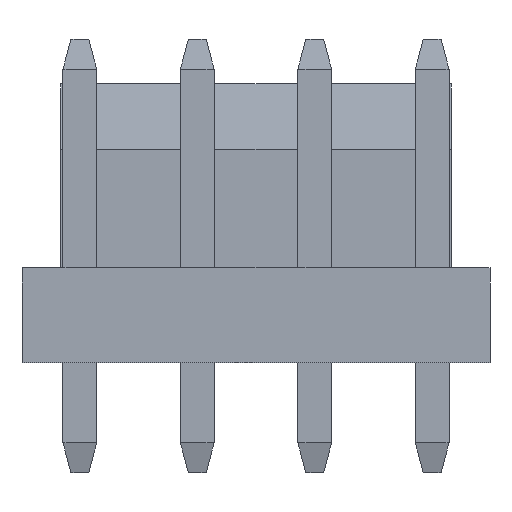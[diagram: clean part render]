
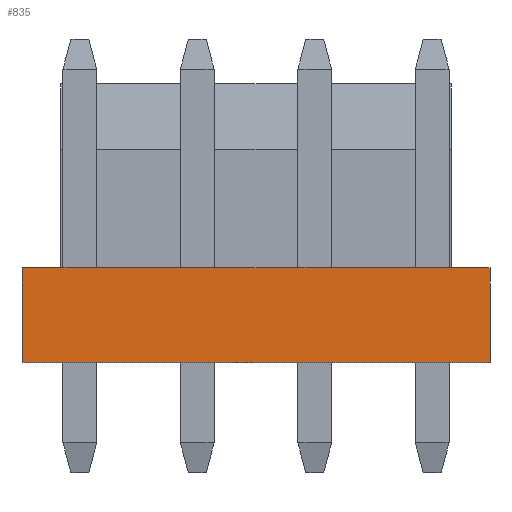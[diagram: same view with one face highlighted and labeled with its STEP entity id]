
A CAD part, front view. The second image highlights one B-rep face of the part: STEP entity #835.
In plain terms, the highlighted planar face has unit normal (0, -1, 0).
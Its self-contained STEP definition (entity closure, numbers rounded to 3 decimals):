
#6 = DIRECTION ( 'NONE',  ( 0., 0., -1. ) ) ;
#13 = CARTESIAN_POINT ( 'NONE',  ( 7.89, -4.25, 0. ) ) ;
#22 = DIRECTION ( 'NONE',  ( 0., 1., 0. ) ) ;
#138 = CARTESIAN_POINT ( 'NONE',  ( 7.89, -4.25, 9.4 ) ) ;
#257 = CARTESIAN_POINT ( 'NONE',  ( 0., -4.25, 0. ) ) ;
#355 = CARTESIAN_POINT ( 'NONE',  ( 7.89, -4.25, 3.2 ) ) ;
#449 = CARTESIAN_POINT ( 'NONE',  ( -7.89, -4.25, 0. ) ) ;
#467 = ORIENTED_EDGE ( 'NONE', *, *, #998, .F. ) ;
#476 = LINE ( 'NONE', #683, #611 ) ;
#534 = PLANE ( 'NONE',  #1770 ) ;
#554 = VECTOR ( 'NONE', #582, 1000. ) ;
#557 = FACE_OUTER_BOUND ( 'NONE', #1206, .T. ) ;
#582 = DIRECTION ( 'NONE',  ( -1., 0., 0. ) ) ;
#611 = VECTOR ( 'NONE', #6, 1000. ) ;
#620 = VERTEX_POINT ( 'NONE', #13 ) ;
#627 = VECTOR ( 'NONE', #1289, 1000. ) ;
#677 = EDGE_CURVE ( 'NONE', #1049, #1985, #476, .T. ) ;
#683 = CARTESIAN_POINT ( 'NONE',  ( -7.89, -4.25, 9.4 ) ) ;
#835 = ADVANCED_FACE ( 'NONE', ( #557 ), #534, .F. ) ;
#998 = EDGE_CURVE ( 'NONE', #620, #1985, #1894, .T. ) ;
#1032 = EDGE_CURVE ( 'NONE', #1432, #620, #1414, .T. ) ;
#1035 = CARTESIAN_POINT ( 'NONE',  ( -7.89, -4.25, 9.4 ) ) ;
#1049 = VERTEX_POINT ( 'NONE', #2005 ) ;
#1206 = EDGE_LOOP ( 'NONE', ( #1880, #2175, #467, #1400 ) ) ;
#1289 = DIRECTION ( 'NONE',  ( 1., 0., 0. ) ) ;
#1316 = DIRECTION ( 'NONE',  ( 0., 0., -1. ) ) ;
#1358 = LINE ( 'NONE', #1836, #627 ) ;
#1391 = DIRECTION ( 'NONE',  ( 0., 0., 1. ) ) ;
#1400 = ORIENTED_EDGE ( 'NONE', *, *, #1032, .F. ) ;
#1414 = LINE ( 'NONE', #138, #1677 ) ;
#1432 = VERTEX_POINT ( 'NONE', #355 ) ;
#1677 = VECTOR ( 'NONE', #1316, 1000. ) ;
#1770 = AXIS2_PLACEMENT_3D ( 'NONE', #1035, #22, #1391 ) ;
#1836 = CARTESIAN_POINT ( 'NONE',  ( -7.89, -4.25, 3.2 ) ) ;
#1880 = ORIENTED_EDGE ( 'NONE', *, *, #1993, .F. ) ;
#1894 = LINE ( 'NONE', #257, #554 ) ;
#1985 = VERTEX_POINT ( 'NONE', #449 ) ;
#1993 = EDGE_CURVE ( 'NONE', #1049, #1432, #1358, .T. ) ;
#2005 = CARTESIAN_POINT ( 'NONE',  ( -7.89, -4.25, 3.2 ) ) ;
#2175 = ORIENTED_EDGE ( 'NONE', *, *, #677, .T. ) ;
